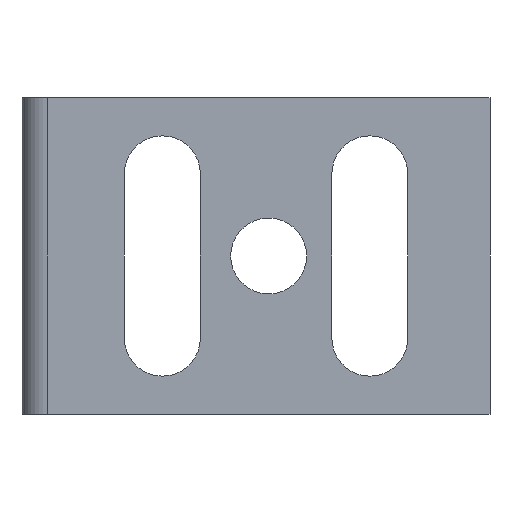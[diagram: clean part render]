
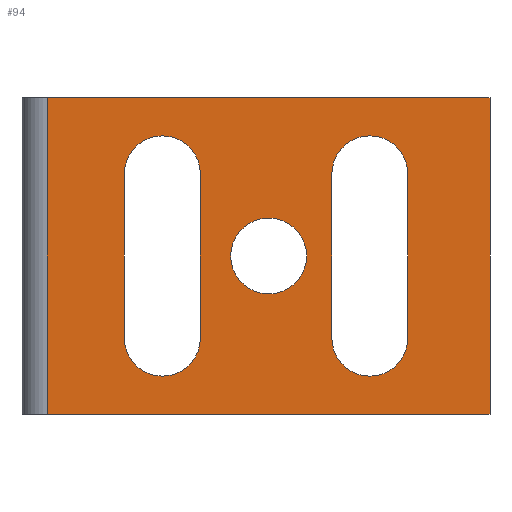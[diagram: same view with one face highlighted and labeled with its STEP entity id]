
A CAD part, front view. The second image highlights one B-rep face of the part: STEP entity #94.
In plain terms, the highlighted planar face has unit normal (0, -1, 0).
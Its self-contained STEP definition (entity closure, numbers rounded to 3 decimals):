
#2 = FACE_BOUND ( 'NONE', #616, .T. ) ;
#5 = CARTESIAN_POINT ( 'NONE',  ( -11.002, -13.541, 19. ) ) ;
#14 = CARTESIAN_POINT ( 'NONE',  ( -17.099, -13.541, 25. ) ) ;
#23 = AXIS2_PLACEMENT_3D ( 'NONE', #239, #516, #226 ) ;
#27 = VERTEX_POINT ( 'NONE', #610 ) ;
#45 = EDGE_CURVE ( 'NONE', #673, #229, #271, .T. ) ;
#57 = LINE ( 'NONE', #131, #852 ) ;
#58 = FACE_BOUND ( 'NONE', #326, .T. ) ;
#59 = VERTEX_POINT ( 'NONE', #351 ) ;
#80 = EDGE_CURVE ( 'NONE', #663, #323, #614, .T. ) ;
#92 = ORIENTED_EDGE ( 'NONE', *, *, #117, .F. ) ;
#94 = ADVANCED_FACE ( 'NONE', ( #58, #2, #278, #143 ), #334, .F. ) ;
#106 = CARTESIAN_POINT ( 'NONE',  ( -17.099, -13.541, 0. ) ) ;
#117 = EDGE_CURVE ( 'NONE', #27, #150, #192, .T. ) ;
#131 = CARTESIAN_POINT ( 'NONE',  ( 11.401, -13.541, 6. ) ) ;
#134 = ORIENTED_EDGE ( 'NONE', *, *, #574, .F. ) ;
#135 = DIRECTION ( 'NONE',  ( 0., 0., -1. ) ) ;
#143 = FACE_OUTER_BOUND ( 'NONE', #406, .T. ) ;
#144 = LINE ( 'NONE', #492, #883 ) ;
#145 = AXIS2_PLACEMENT_3D ( 'NONE', #277, #220, #418 ) ;
#150 = VERTEX_POINT ( 'NONE', #554 ) ;
#188 = CARTESIAN_POINT ( 'NONE',  ( -8.002, -13.541, 19. ) ) ;
#192 = CIRCLE ( 'NONE', #223, 3. ) ;
#204 = ORIENTED_EDGE ( 'NONE', *, *, #486, .F. ) ;
#213 = VECTOR ( 'NONE', #681, 1000. ) ;
#214 = VECTOR ( 'NONE', #312, 1000. ) ;
#220 = DIRECTION ( 'NONE',  ( 0., -1., 0. ) ) ;
#222 = DIRECTION ( 'NONE',  ( 0., 0., -1. ) ) ;
#223 = AXIS2_PLACEMENT_3D ( 'NONE', #543, #613, #135 ) ;
#226 = DIRECTION ( 'NONE',  ( 0., 0., -1. ) ) ;
#229 = VERTEX_POINT ( 'NONE', #106 ) ;
#232 = LINE ( 'NONE', #380, #341 ) ;
#239 = CARTESIAN_POINT ( 'NONE',  ( 8.401, -13.541, 6. ) ) ;
#242 = DIRECTION ( 'NONE',  ( 0., 0., -1. ) ) ;
#250 = EDGE_CURVE ( 'NONE', #698, #268, #803, .T. ) ;
#264 = CARTESIAN_POINT ( 'NONE',  ( 5.401, -13.541, 6. ) ) ;
#268 = VERTEX_POINT ( 'NONE', #660 ) ;
#271 = LINE ( 'NONE', #403, #213 ) ;
#273 = VERTEX_POINT ( 'NONE', #734 ) ;
#277 = CARTESIAN_POINT ( 'NONE',  ( -8.002, -13.541, 6. ) ) ;
#278 = FACE_BOUND ( 'NONE', #355, .T. ) ;
#289 = DIRECTION ( 'NONE',  ( 1., 0., 0. ) ) ;
#290 = CIRCLE ( 'NONE', #145, 3. ) ;
#294 = VERTEX_POINT ( 'NONE', #456 ) ;
#312 = DIRECTION ( 'NONE',  ( 0., 0., -1. ) ) ;
#319 = CARTESIAN_POINT ( 'NONE',  ( 0.401, -13.541, 12.5 ) ) ;
#323 = VERTEX_POINT ( 'NONE', #370 ) ;
#325 = CARTESIAN_POINT ( 'NONE',  ( -5.002, -13.541, 19. ) ) ;
#326 = EDGE_LOOP ( 'NONE', ( #683, #394, #747, #429, #477 ) ) ;
#334 = PLANE ( 'NONE',  #436 ) ;
#341 = VECTOR ( 'NONE', #658, 1000. ) ;
#344 = VECTOR ( 'NONE', #676, 1000. ) ;
#350 = EDGE_CURVE ( 'NONE', #411, #353, #489, .T. ) ;
#351 = CARTESIAN_POINT ( 'NONE',  ( -5.002, -13.541, 6. ) ) ;
#353 = VERTEX_POINT ( 'NONE', #716 ) ;
#355 = EDGE_LOOP ( 'NONE', ( #367, #575 ) ) ;
#358 = VECTOR ( 'NONE', #816, 1000. ) ;
#362 = ORIENTED_EDGE ( 'NONE', *, *, #45, .T. ) ;
#363 = CARTESIAN_POINT ( 'NONE',  ( -17.099, -13.541, 25. ) ) ;
#367 = ORIENTED_EDGE ( 'NONE', *, *, #350, .F. ) ;
#370 = CARTESIAN_POINT ( 'NONE',  ( 17.901, -13.541, 0. ) ) ;
#373 = EDGE_CURVE ( 'NONE', #59, #474, #232, .T. ) ;
#380 = CARTESIAN_POINT ( 'NONE',  ( -5.002, -13.541, 6. ) ) ;
#387 = ORIENTED_EDGE ( 'NONE', *, *, #756, .F. ) ;
#389 = LINE ( 'NONE', #264, #344 ) ;
#390 = VERTEX_POINT ( 'NONE', #788 ) ;
#391 = EDGE_CURVE ( 'NONE', #268, #294, #831, .T. ) ;
#394 = ORIENTED_EDGE ( 'NONE', *, *, #662, .F. ) ;
#398 = DIRECTION ( 'NONE',  ( 0., 0., -1. ) ) ;
#402 = DIRECTION ( 'NONE',  ( 0., 0., 1. ) ) ;
#403 = CARTESIAN_POINT ( 'NONE',  ( -17.099, -13.541, 25. ) ) ;
#406 = EDGE_LOOP ( 'NONE', ( #682, #793, #387, #362 ) ) ;
#411 = VERTEX_POINT ( 'NONE', #721 ) ;
#413 = DIRECTION ( 'NONE',  ( 0., 0., 1. ) ) ;
#414 = CARTESIAN_POINT ( 'NONE',  ( 8.401, -13.541, 6. ) ) ;
#415 = CIRCLE ( 'NONE', #23, 3. ) ;
#418 = DIRECTION ( 'NONE',  ( 0., 0., -1. ) ) ;
#422 = ORIENTED_EDGE ( 'NONE', *, *, #695, .F. ) ;
#429 = ORIENTED_EDGE ( 'NONE', *, *, #250, .F. ) ;
#435 = EDGE_CURVE ( 'NONE', #273, #27, #57, .T. ) ;
#436 = AXIS2_PLACEMENT_3D ( 'NONE', #551, #484, #413 ) ;
#449 = CARTESIAN_POINT ( 'NONE',  ( -11.002, -13.541, 6. ) ) ;
#456 = CARTESIAN_POINT ( 'NONE',  ( -8.002, -13.541, 3. ) ) ;
#458 = EDGE_CURVE ( 'NONE', #474, #698, #727, .T. ) ;
#474 = VERTEX_POINT ( 'NONE', #325 ) ;
#477 = ORIENTED_EDGE ( 'NONE', *, *, #458, .F. ) ;
#484 = DIRECTION ( 'NONE',  ( 0., 1., 0. ) ) ;
#486 = EDGE_CURVE ( 'NONE', #150, #390, #389, .T. ) ;
#489 = CIRCLE ( 'NONE', #572, 3. ) ;
#492 = CARTESIAN_POINT ( 'NONE',  ( -17.099, -13.541, 0. ) ) ;
#495 = LINE ( 'NONE', #14, #514 ) ;
#508 = DIRECTION ( 'NONE',  ( 0., -1., 0. ) ) ;
#513 = DIRECTION ( 'NONE',  ( 0., 0., -1. ) ) ;
#514 = VECTOR ( 'NONE', #637, 1000. ) ;
#515 = EDGE_CURVE ( 'NONE', #353, #411, #674, .T. ) ;
#516 = DIRECTION ( 'NONE',  ( 0., -1., 0. ) ) ;
#533 = DIRECTION ( 'NONE',  ( 0., -1., 0. ) ) ;
#541 = AXIS2_PLACEMENT_3D ( 'NONE', #732, #851, #717 ) ;
#543 = CARTESIAN_POINT ( 'NONE',  ( 8.401, -13.541, 19. ) ) ;
#544 = CARTESIAN_POINT ( 'NONE',  ( 17.901, -13.541, 25. ) ) ;
#551 = CARTESIAN_POINT ( 'NONE',  ( -17.099, -13.541, 25. ) ) ;
#553 = VERTEX_POINT ( 'NONE', #777 ) ;
#554 = CARTESIAN_POINT ( 'NONE',  ( 5.401, -13.541, 19. ) ) ;
#572 = AXIS2_PLACEMENT_3D ( 'NONE', #319, #508, #242 ) ;
#574 = EDGE_CURVE ( 'NONE', #553, #273, #415, .T. ) ;
#575 = ORIENTED_EDGE ( 'NONE', *, *, #515, .F. ) ;
#588 = AXIS2_PLACEMENT_3D ( 'NONE', #188, #533, #398 ) ;
#610 = CARTESIAN_POINT ( 'NONE',  ( 11.401, -13.541, 19. ) ) ;
#613 = DIRECTION ( 'NONE',  ( 0., -1., 0. ) ) ;
#614 = LINE ( 'NONE', #544, #358 ) ;
#616 = EDGE_LOOP ( 'NONE', ( #649, #134, #422, #204, #92 ) ) ;
#617 = AXIS2_PLACEMENT_3D ( 'NONE', #850, #653, #513 ) ;
#627 = DIRECTION ( 'NONE',  ( 0., -1., 0. ) ) ;
#634 = CARTESIAN_POINT ( 'NONE',  ( 17.901, -13.541, 25. ) ) ;
#637 = DIRECTION ( 'NONE',  ( 1., 0., 0. ) ) ;
#644 = CIRCLE ( 'NONE', #758, 3. ) ;
#649 = ORIENTED_EDGE ( 'NONE', *, *, #435, .F. ) ;
#653 = DIRECTION ( 'NONE',  ( 0., -1., 0. ) ) ;
#658 = DIRECTION ( 'NONE',  ( 0., 0., 1. ) ) ;
#660 = CARTESIAN_POINT ( 'NONE',  ( -11.002, -13.541, 6. ) ) ;
#662 = EDGE_CURVE ( 'NONE', #294, #59, #290, .T. ) ;
#663 = VERTEX_POINT ( 'NONE', #634 ) ;
#673 = VERTEX_POINT ( 'NONE', #363 ) ;
#674 = CIRCLE ( 'NONE', #541, 3. ) ;
#676 = DIRECTION ( 'NONE',  ( 0., 0., -1. ) ) ;
#681 = DIRECTION ( 'NONE',  ( 0., 0., -1. ) ) ;
#682 = ORIENTED_EDGE ( 'NONE', *, *, #829, .T. ) ;
#683 = ORIENTED_EDGE ( 'NONE', *, *, #373, .F. ) ;
#695 = EDGE_CURVE ( 'NONE', #390, #553, #644, .T. ) ;
#698 = VERTEX_POINT ( 'NONE', #5 ) ;
#716 = CARTESIAN_POINT ( 'NONE',  ( 0.401, -13.541, 15.5 ) ) ;
#717 = DIRECTION ( 'NONE',  ( 0., 0., -1. ) ) ;
#721 = CARTESIAN_POINT ( 'NONE',  ( 0.401, -13.541, 9.5 ) ) ;
#727 = CIRCLE ( 'NONE', #588, 3. ) ;
#732 = CARTESIAN_POINT ( 'NONE',  ( 0.401, -13.541, 12.5 ) ) ;
#734 = CARTESIAN_POINT ( 'NONE',  ( 11.401, -13.541, 6. ) ) ;
#747 = ORIENTED_EDGE ( 'NONE', *, *, #391, .F. ) ;
#756 = EDGE_CURVE ( 'NONE', #673, #663, #495, .T. ) ;
#758 = AXIS2_PLACEMENT_3D ( 'NONE', #414, #627, #222 ) ;
#777 = CARTESIAN_POINT ( 'NONE',  ( 8.401, -13.541, 3. ) ) ;
#788 = CARTESIAN_POINT ( 'NONE',  ( 5.401, -13.541, 6. ) ) ;
#793 = ORIENTED_EDGE ( 'NONE', *, *, #80, .F. ) ;
#803 = LINE ( 'NONE', #449, #214 ) ;
#816 = DIRECTION ( 'NONE',  ( 0., 0., -1. ) ) ;
#829 = EDGE_CURVE ( 'NONE', #229, #323, #144, .T. ) ;
#831 = CIRCLE ( 'NONE', #617, 3. ) ;
#850 = CARTESIAN_POINT ( 'NONE',  ( -8.002, -13.541, 6. ) ) ;
#851 = DIRECTION ( 'NONE',  ( 0., -1., 0. ) ) ;
#852 = VECTOR ( 'NONE', #402, 1000. ) ;
#883 = VECTOR ( 'NONE', #289, 1000. ) ;
